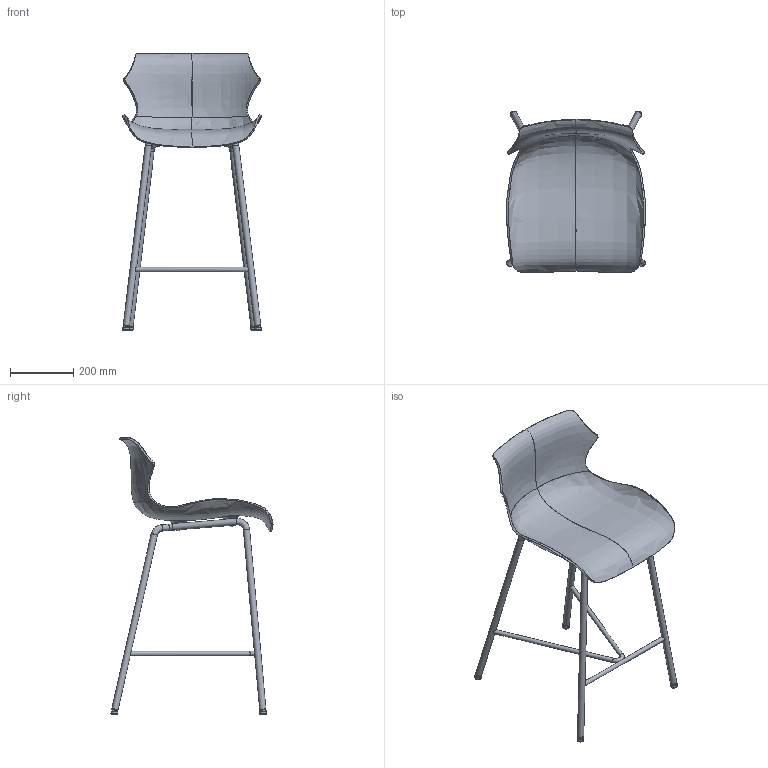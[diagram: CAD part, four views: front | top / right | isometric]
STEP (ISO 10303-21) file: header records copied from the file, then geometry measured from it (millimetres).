
FILE_DESCRIPTION(/* description */ (''),/* implementation_level */ '2;1');
FILE_NAME(/* name */ 'Petal_CB-292M_3D',/* time_stamp */ '2024-04-17T18:57:02+02:00',/* author */ (''),/* organization */ (''),/* preprocessor_version */ 'ST-DEVELOPER v16.5',/* originating_system */ 'Rhino 7.34',/* authorisation */ '');
FILE_SCHEMA (('AUTOMOTIVE_DESIGN'));
Length unit declared in the file: centimetre
Products named in the file (2): Document; Petal_CB-292M
Assembly tree (1 placements, depth 2):
  Document
    Petal_CB-292M
Bounding box: 440.78 x 513.37 x 878.69 mm (x, y, z)
Surface area: 887243.2 mm2 (no closed solid volume)
Topology: 0 solids, 151 shells, 151 faces, 490 edges, 428 vertices
Faces by surface type: cylinder 51, bspline 50, plane 50
Full cylindrical faces by diameter (mm): 4.166 x2, 14 x3, 19.5 x4, 20 x14, 21 x4, 52.4 x4, 56.337 x4, 57.15 x4
Entity records: 65219 total; most frequent: CARTESIAN_POINT 62180, ORIENTED_EDGE 550, EDGE_CURVE 490, VERTEX_POINT 429, B_SPLINE_CURVE_WITH_KNOTS 265, EDGE_LOOP 167, PRESENTATION_LAYER_ASSIGNMENT 151, SHELL_BASED_SURFACE_MODEL 151
